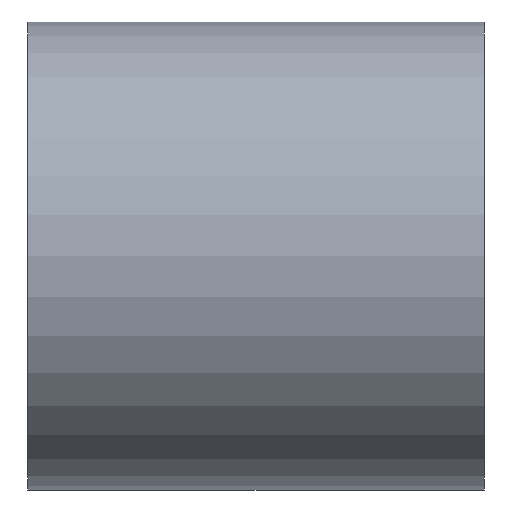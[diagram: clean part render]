
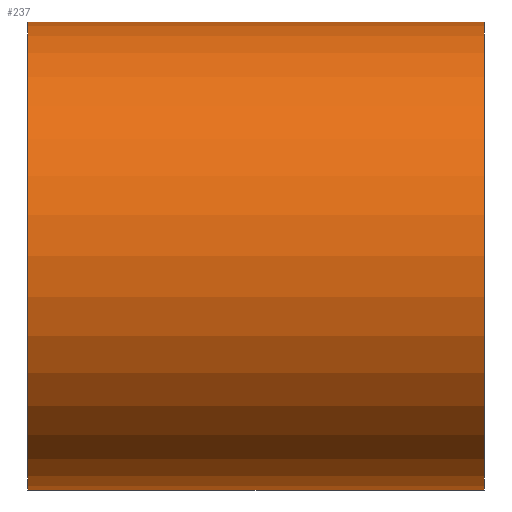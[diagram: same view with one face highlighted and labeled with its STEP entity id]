
A CAD part, left-side view. The second image highlights one B-rep face of the part: STEP entity #237.
In plain terms, the highlighted cylindrical face has radius 15.85 mm (diameter 31.7 mm), a partial arc.
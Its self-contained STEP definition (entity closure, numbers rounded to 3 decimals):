
#25 = DIRECTION ( 'NONE',  ( 0., 1., 0. ) ) ;
#26 = DIRECTION ( 'NONE',  ( 0., 1., 0. ) ) ;
#33 = ORIENTED_EDGE ( 'NONE', *, *, #213, .F. ) ;
#83 = CARTESIAN_POINT ( 'NONE',  ( 0., 161.376, -15.85 ) ) ;
#88 = LINE ( 'NONE', #92, #537 ) ;
#92 = CARTESIAN_POINT ( 'NONE',  ( 0., 161.376, 15.85 ) ) ;
#164 = VERTEX_POINT ( 'NONE', #463 ) ;
#170 = DIRECTION ( 'NONE',  ( 0., 0., 1. ) ) ;
#175 = CIRCLE ( 'NONE', #357, 15.85 ) ;
#189 = ORIENTED_EDGE ( 'NONE', *, *, #251, .F. ) ;
#213 = EDGE_CURVE ( 'NONE', #571, #530, #415, .T. ) ;
#223 = DIRECTION ( 'NONE',  ( 0., 0., 1. ) ) ;
#230 = FACE_OUTER_BOUND ( 'NONE', #446, .T. ) ;
#237 = ADVANCED_FACE ( 'NONE', ( #230 ), #494, .T. ) ;
#246 = CARTESIAN_POINT ( 'NONE',  ( 0., 30.9, -15.85 ) ) ;
#251 = EDGE_CURVE ( 'NONE', #530, #164, #579, .T. ) ;
#284 = VECTOR ( 'NONE', #26, 1000. ) ;
#286 = AXIS2_PLACEMENT_3D ( 'NONE', #317, #552, #170 ) ;
#317 = CARTESIAN_POINT ( 'NONE',  ( 0., 161.376, 0. ) ) ;
#322 = CARTESIAN_POINT ( 'NONE',  ( 0., 30.9, 0. ) ) ;
#328 = AXIS2_PLACEMENT_3D ( 'NONE', #322, #25, #223 ) ;
#335 = CARTESIAN_POINT ( 'NONE',  ( 0., 0., 15.85 ) ) ;
#354 = EDGE_CURVE ( 'NONE', #567, #164, #88, .T. ) ;
#357 = AXIS2_PLACEMENT_3D ( 'NONE', #533, #505, #404 ) ;
#390 = ORIENTED_EDGE ( 'NONE', *, *, #583, .T. ) ;
#404 = DIRECTION ( 'NONE',  ( 0., 0., 1. ) ) ;
#415 = LINE ( 'NONE', #83, #284 ) ;
#446 = EDGE_LOOP ( 'NONE', ( #33, #390, #569, #189 ) ) ;
#463 = CARTESIAN_POINT ( 'NONE',  ( 0., 30.9, 15.85 ) ) ;
#475 = DIRECTION ( 'NONE',  ( 0., 1., 0. ) ) ;
#494 = CYLINDRICAL_SURFACE ( 'NONE', #286, 15.85 ) ;
#505 = DIRECTION ( 'NONE',  ( 0., 1., 0. ) ) ;
#530 = VERTEX_POINT ( 'NONE', #246 ) ;
#533 = CARTESIAN_POINT ( 'NONE',  ( 0., 0., 0. ) ) ;
#537 = VECTOR ( 'NONE', #475, 1000. ) ;
#552 = DIRECTION ( 'NONE',  ( 0., 1., 0. ) ) ;
#564 = CARTESIAN_POINT ( 'NONE',  ( 0., 0., -15.85 ) ) ;
#567 = VERTEX_POINT ( 'NONE', #335 ) ;
#569 = ORIENTED_EDGE ( 'NONE', *, *, #354, .T. ) ;
#571 = VERTEX_POINT ( 'NONE', #564 ) ;
#579 = CIRCLE ( 'NONE', #328, 15.85 ) ;
#583 = EDGE_CURVE ( 'NONE', #571, #567, #175, .T. ) ;
